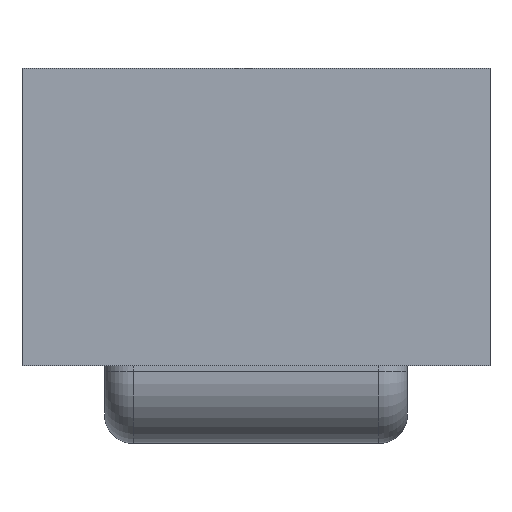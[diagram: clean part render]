
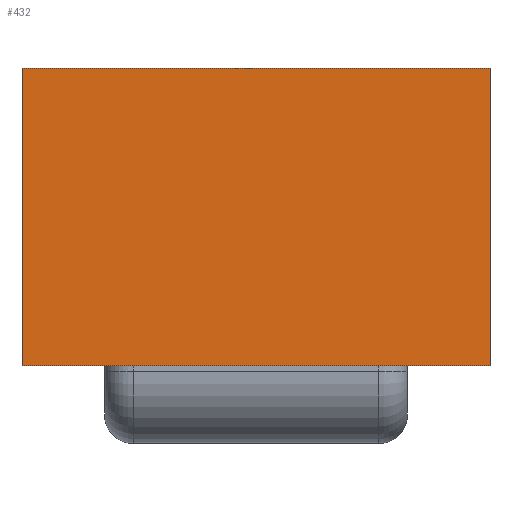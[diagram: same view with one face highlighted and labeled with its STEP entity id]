
A CAD part, front view. The second image highlights one B-rep face of the part: STEP entity #432.
In plain terms, the highlighted planar face has unit normal (0, -1, 0).
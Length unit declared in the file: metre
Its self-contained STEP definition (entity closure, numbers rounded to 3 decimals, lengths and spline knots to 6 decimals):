
#45=LINE('',#694,#89);
#51=LINE('',#707,#95);
#53=LINE('',#712,#97);
#54=LINE('',#713,#98);
#89=VECTOR('',#551,1.);
#95=VECTOR('',#561,1.);
#97=VECTOR('',#567,1.);
#98=VECTOR('',#568,1.);
#154=ORIENTED_EDGE('',*,*,#273,.F.);
#155=ORIENTED_EDGE('',*,*,#264,.F.);
#156=ORIENTED_EDGE('',*,*,#274,.T.);
#157=ORIENTED_EDGE('',*,*,#270,.T.);
#264=EDGE_CURVE('',#323,#321,#45,.T.);
#270=EDGE_CURVE('',#329,#328,#51,.T.);
#273=EDGE_CURVE('',#321,#328,#53,.T.);
#274=EDGE_CURVE('',#323,#329,#54,.T.);
#321=VERTEX_POINT('',#688);
#323=VERTEX_POINT('',#693);
#328=VERTEX_POINT('',#706);
#329=VERTEX_POINT('',#708);
#362=EDGE_LOOP('',(#154,#155,#156,#157));
#390=FACE_BOUND('',#362,.T.);
#417=PLANE('',#478);
#432=ADVANCED_FACE('',(#390),#417,.T.);
#478=AXIS2_PLACEMENT_3D('',#711,#565,#566);
#551=DIRECTION('',(0.,0.,-1.));
#561=DIRECTION('',(0.,0.,-1.));
#565=DIRECTION('',(0.,-1.,0.));
#566=DIRECTION('',(0.,0.,-1.));
#567=DIRECTION('',(-1.,0.,0.));
#568=DIRECTION('',(-1.,0.,0.));
#688=CARTESIAN_POINT('',(-0.029781,0.0574,0.0834));
#693=CARTESIAN_POINT('',(-0.029781,0.0574,0.104));
#694=CARTESIAN_POINT('',(-0.029781,0.0574,0.104002));
#706=CARTESIAN_POINT('',(-0.062219,0.0574,0.0834));
#707=CARTESIAN_POINT('',(-0.062219,0.0574,0.104002));
#708=CARTESIAN_POINT('',(-0.062219,0.0574,0.104));
#711=CARTESIAN_POINT('',(-0.03789,0.0574,0.104002));
#712=CARTESIAN_POINT('',(-0.03789,0.0574,0.0834));
#713=CARTESIAN_POINT('',(-0.03789,0.0574,0.104));
